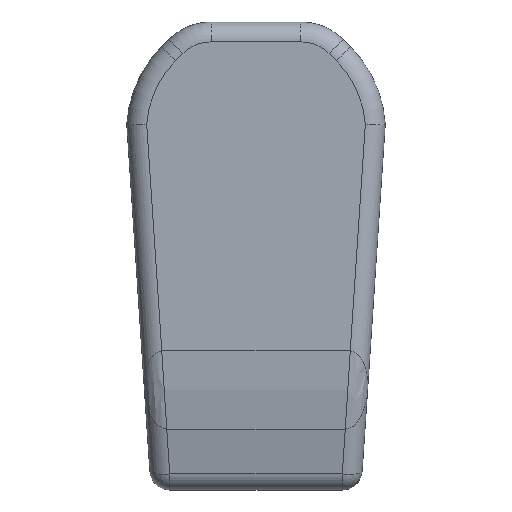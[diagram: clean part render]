
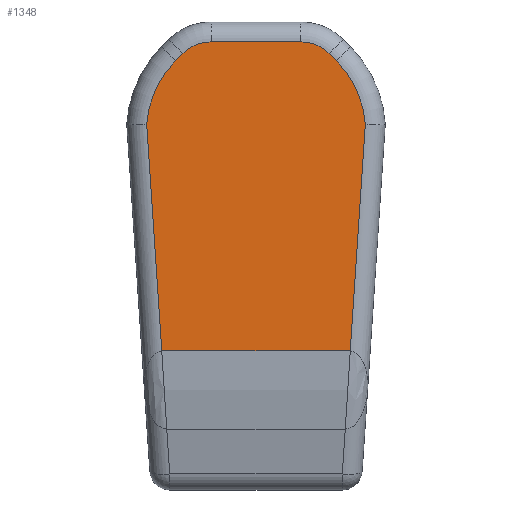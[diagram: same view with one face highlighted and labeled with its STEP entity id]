
A CAD part, front view. The second image highlights one B-rep face of the part: STEP entity #1348.
In plain terms, the highlighted planar face has unit normal (0, -1, 0).
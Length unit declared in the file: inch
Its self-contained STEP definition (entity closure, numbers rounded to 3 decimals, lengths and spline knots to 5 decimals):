
#2=DIRECTION('',(1.,0.,0.));
#3=VECTOR('',#2,0.94618);
#4=CARTESIAN_POINT('',(-0.47309,0.,-1.65196));
#5=LINE('',#4,#3);
#6=DIRECTION('',(0.067,0.,-0.998));
#7=VECTOR('',#6,1.13938);
#8=CARTESIAN_POINT('',(-0.54888,0.,-0.51511));
#9=LINE('',#8,#7);
#10=CARTESIAN_POINT('',(-0.05,0.,-0.54853));
#11=DIRECTION('',(0.,-1.,0.));
#12=DIRECTION('',(-0.707,0.,0.707));
#13=AXIS2_PLACEMENT_3D('',#10,#11,#12);
#15=DIRECTION('',(-0.707,0.,-0.707));
#16=VECTOR('',#15,0.05147);
#17=CARTESIAN_POINT('',(-0.36716,0.,-0.15858));
#18=LINE('',#17,#16);
#19=CARTESIAN_POINT('',(-0.22574,0.,-0.3));
#20=DIRECTION('',(0.,-1.,0.));
#21=DIRECTION('',(0.,0.,1.));
#22=AXIS2_PLACEMENT_3D('',#19,#20,#21);
#24=DIRECTION('',(-1.,0.,0.));
#25=VECTOR('',#24,0.45147);
#26=CARTESIAN_POINT('',(0.22574,0.,-0.1));
#27=LINE('',#26,#25);
#28=CARTESIAN_POINT('',(0.22574,0.,-0.3));
#29=DIRECTION('',(0.,-1.,0.));
#30=DIRECTION('',(0.707,0.,0.707));
#31=AXIS2_PLACEMENT_3D('',#28,#29,#30);
#33=DIRECTION('',(-0.707,0.,0.707));
#34=VECTOR('',#33,0.05147);
#35=CARTESIAN_POINT('',(0.40355,0.,-0.19497));
#36=LINE('',#35,#34);
#37=CARTESIAN_POINT('',(0.05,0.,-0.54853));
#38=DIRECTION('',(0.,-1.,0.));
#39=DIRECTION('',(0.998,0.,0.067));
#40=AXIS2_PLACEMENT_3D('',#37,#38,#39);
#42=DIRECTION('',(0.067,0.,0.998));
#43=VECTOR('',#42,1.13938);
#44=CARTESIAN_POINT('',(0.47309,0.,-1.65196));
#45=LINE('',#44,#43);
#1192=CARTESIAN_POINT('',(-0.40355,0.,-0.19497));
#1193=CARTESIAN_POINT('',(-0.54888,0.,-0.51511));
#1194=VERTEX_POINT('',#1192);
#1195=VERTEX_POINT('',#1193);
#1196=CARTESIAN_POINT('',(-0.36716,0.,-0.15858));
#1197=VERTEX_POINT('',#1196);
#1200=CARTESIAN_POINT('',(-0.22574,0.,-0.1));
#1201=VERTEX_POINT('',#1200);
#1204=CARTESIAN_POINT('',(0.22574,0.,-0.1));
#1205=VERTEX_POINT('',#1204);
#1208=CARTESIAN_POINT('',(0.36716,0.,-0.15858));
#1209=VERTEX_POINT('',#1208);
#1212=CARTESIAN_POINT('',(0.40355,0.,-0.19497));
#1213=VERTEX_POINT('',#1212);
#1216=CARTESIAN_POINT('',(0.54888,0.,-0.51511));
#1217=VERTEX_POINT('',#1216);
#1311=CARTESIAN_POINT('',(-0.47309,0.,-1.65196));
#1312=CARTESIAN_POINT('',(0.47309,0.,-1.65196));
#1313=VERTEX_POINT('',#1311);
#1314=VERTEX_POINT('',#1312);
#1321=CARTESIAN_POINT('',(0.,0.,0.));
#1322=DIRECTION('',(0.,1.,0.));
#1323=DIRECTION('',(1.,0.,0.));
#1324=AXIS2_PLACEMENT_3D('',#1321,#1322,#1323);
#1325=PLANE('',#1324);
#1327=ORIENTED_EDGE('',*,*,#1326,.F.);
#1329=ORIENTED_EDGE('',*,*,#1328,.F.);
#1331=ORIENTED_EDGE('',*,*,#1330,.F.);
#1333=ORIENTED_EDGE('',*,*,#1332,.F.);
#1335=ORIENTED_EDGE('',*,*,#1334,.F.);
#1337=ORIENTED_EDGE('',*,*,#1336,.F.);
#1339=ORIENTED_EDGE('',*,*,#1338,.F.);
#1341=ORIENTED_EDGE('',*,*,#1340,.F.);
#1343=ORIENTED_EDGE('',*,*,#1342,.F.);
#1345=ORIENTED_EDGE('',*,*,#1344,.F.);
#1346=EDGE_LOOP('',(#1327,#1329,#1331,#1333,#1335,#1337,#1339,#1341,#1343,
#1345));
#1347=FACE_OUTER_BOUND('',#1346,.F.);
#1348=ADVANCED_FACE('',(#1347),#1325,.F.);
#14=CIRCLE('',#13,0.5);
#23=CIRCLE('',#22,0.2);
#32=CIRCLE('',#31,0.2);
#41=CIRCLE('',#40,0.5);
#1326=EDGE_CURVE('',#1313,#1314,#5,.T.);
#1328=EDGE_CURVE('',#1195,#1313,#9,.T.);
#1330=EDGE_CURVE('',#1194,#1195,#14,.T.);
#1332=EDGE_CURVE('',#1197,#1194,#18,.T.);
#1334=EDGE_CURVE('',#1201,#1197,#23,.T.);
#1336=EDGE_CURVE('',#1205,#1201,#27,.T.);
#1338=EDGE_CURVE('',#1209,#1205,#32,.T.);
#1340=EDGE_CURVE('',#1213,#1209,#36,.T.);
#1342=EDGE_CURVE('',#1217,#1213,#41,.T.);
#1344=EDGE_CURVE('',#1314,#1217,#45,.T.);
